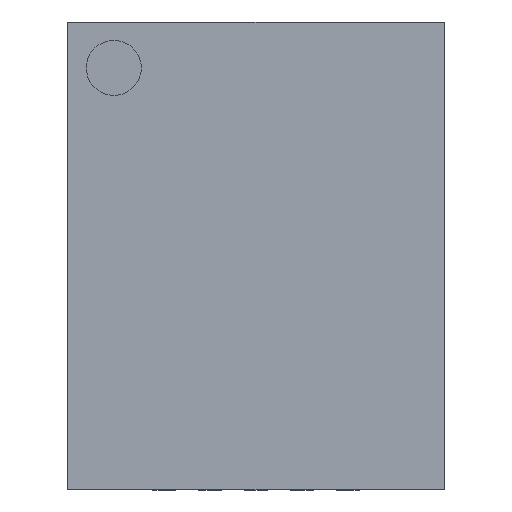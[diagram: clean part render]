
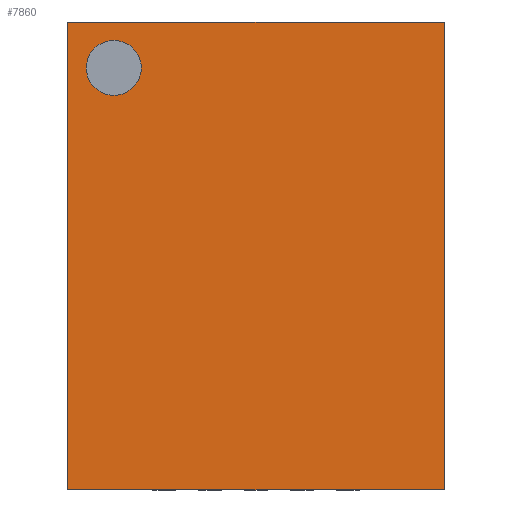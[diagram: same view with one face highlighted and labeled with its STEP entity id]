
A CAD part, top view. The second image highlights one B-rep face of the part: STEP entity #7860.
In plain terms, the highlighted planar face has unit normal (0, 0, 1).
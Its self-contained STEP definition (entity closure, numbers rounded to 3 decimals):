
#4278=CARTESIAN_POINT('',(-1.25,2.05,1.0));
#4279=VERTEX_POINT('',#4278);
#4288=CARTESIAN_POINT('',(-1.85,2.05,1.0));
#4289=VERTEX_POINT('',#4288);
#4290=CARTESIAN_POINT('',(-1.55,2.05,1.0));
#4291=DIRECTION('',(0.0,0.0,-1.0));
#4292=DIRECTION('',(1.0,0.0,0.0));
#4293=AXIS2_PLACEMENT_3D('',#4290,#4291,#4292);
#4294=CIRCLE('',#4293,0.3);
#4295=EDGE_CURVE('',#4289,#4279,#4294,.T.);
#4329=CARTESIAN_POINT('',(-1.55,2.05,1.0));
#4330=DIRECTION('',(0.0,0.0,-1.0));
#4331=DIRECTION('',(1.0,0.0,0.0));
#4332=AXIS2_PLACEMENT_3D('',#4329,#4330,#4331);
#4333=CIRCLE('',#4332,0.3);
#4334=EDGE_CURVE('',#4279,#4289,#4333,.T.);
#7539=CARTESIAN_POINT('',(2.05,-2.55,1.0));
#7540=VERTEX_POINT('',#7539);
#7547=CARTESIAN_POINT('',(-2.05,-2.55,1.0));
#7548=VERTEX_POINT('',#7547);
#7549=CARTESIAN_POINT('',(2.05,-2.55,1.0));
#7550=DIRECTION('',(-1.0,0.0,0.0));
#7551=VECTOR('',#7550,4.1);
#7552=LINE('',#7549,#7551);
#7553=EDGE_CURVE('',#7540,#7548,#7552,.T.);
#7623=CARTESIAN_POINT('',(-2.05,2.55,1.0));
#7624=VERTEX_POINT('',#7623);
#7625=CARTESIAN_POINT('',(-2.05,-2.55,1.0));
#7626=DIRECTION('',(0.0,1.0,0.0));
#7627=VECTOR('',#7626,5.1);
#7628=LINE('',#7625,#7627);
#7629=EDGE_CURVE('',#7548,#7624,#7628,.T.);
#7715=CARTESIAN_POINT('',(2.05,2.55,1.0));
#7716=VERTEX_POINT('',#7715);
#7717=CARTESIAN_POINT('',(-2.05,2.55,1.0));
#7718=DIRECTION('',(1.0,0.0,0.0));
#7719=VECTOR('',#7718,4.1);
#7720=LINE('',#7717,#7719);
#7721=EDGE_CURVE('',#7624,#7716,#7720,.T.);
#7809=CARTESIAN_POINT('',(2.05,2.55,1.0));
#7810=DIRECTION('',(0.0,-1.0,0.0));
#7811=VECTOR('',#7810,5.1);
#7812=LINE('',#7809,#7811);
#7813=EDGE_CURVE('',#7716,#7540,#7812,.T.);
#7845=CARTESIAN_POINT('',(0.,0.,1.0));
#7846=DIRECTION('',(0.0,0.0,1.0));
#7847=DIRECTION('',(1.0,0.0,0.0));
#7848=AXIS2_PLACEMENT_3D('',#7845,#7846,#7847);
#7849=PLANE('',#7848);
#7850=ORIENTED_EDGE('',*,*,#7629,.F.);
#7851=ORIENTED_EDGE('',*,*,#7553,.F.);
#7852=ORIENTED_EDGE('',*,*,#7813,.F.);
#7853=ORIENTED_EDGE('',*,*,#7721,.F.);
#7854=EDGE_LOOP('',(#7850,#7851,#7852,#7853));
#7855=FACE_OUTER_BOUND('',#7854,.T.);
#7856=ORIENTED_EDGE('',*,*,#4334,.T.);
#7857=ORIENTED_EDGE('',*,*,#4295,.T.);
#7858=EDGE_LOOP('',(#7856,#7857));
#7859=FACE_BOUND('',#7858,.T.);
#7860=ADVANCED_FACE('',(#7855,#7859),#7849,.T.);
